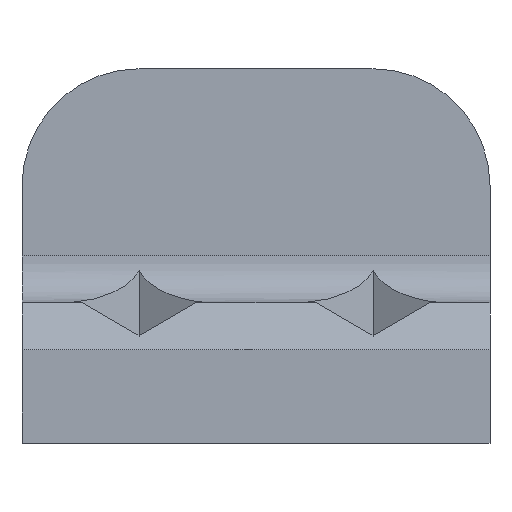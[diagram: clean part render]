
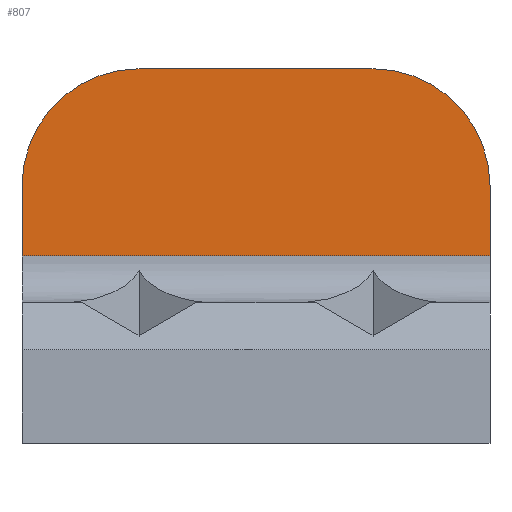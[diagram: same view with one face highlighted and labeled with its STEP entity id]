
A CAD part, front view. The second image highlights one B-rep face of the part: STEP entity #807.
In plain terms, the highlighted planar face has unit normal (0, -1, 0).
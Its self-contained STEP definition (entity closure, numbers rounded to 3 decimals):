
#58=PLANE('',#887);
#100=FACE_OUTER_BOUND('',#147,.T.);
#147=EDGE_LOOP('',(#753,#754,#755,#756,#757,#758));
#187=LINE('',#1214,#276);
#192=LINE('',#1227,#281);
#205=LINE('',#1258,#294);
#208=LINE('',#1274,#297);
#276=VECTOR('',#975,10.);
#281=VECTOR('',#988,10.);
#294=VECTOR('',#1015,10.);
#297=VECTOR('',#1034,10.);
#342=CIRCLE('',#862,5.);
#343=CIRCLE('',#865,5.);
#384=VERTEX_POINT('',#1211);
#385=VERTEX_POINT('',#1213);
#388=VERTEX_POINT('',#1224);
#389=VERTEX_POINT('',#1226);
#404=VERTEX_POINT('',#1268);
#405=VERTEX_POINT('',#1272);
#469=EDGE_CURVE('',#385,#384,#187,.T.);
#476=EDGE_CURVE('',#388,#389,#192,.T.);
#492=EDGE_CURVE('',#385,#388,#205,.T.);
#499=EDGE_CURVE('',#404,#384,#342,.T.);
#501=EDGE_CURVE('',#405,#404,#208,.T.);
#502=EDGE_CURVE('',#389,#405,#343,.T.);
#753=ORIENTED_EDGE('',*,*,#492,.F.);
#754=ORIENTED_EDGE('',*,*,#469,.T.);
#755=ORIENTED_EDGE('',*,*,#499,.F.);
#756=ORIENTED_EDGE('',*,*,#501,.F.);
#757=ORIENTED_EDGE('',*,*,#502,.F.);
#758=ORIENTED_EDGE('',*,*,#476,.F.);
#807=ADVANCED_FACE('',(#100),#58,.T.);
#862=AXIS2_PLACEMENT_3D('',#1270,#1029,#1030);
#865=AXIS2_PLACEMENT_3D('',#1276,#1037,#1038);
#887=AXIS2_PLACEMENT_3D('',#1340,#1109,#1110);
#975=DIRECTION('',(0.,0.,1.));
#988=DIRECTION('',(0.,0.,1.));
#1015=DIRECTION('',(-1.,0.,0.));
#1029=DIRECTION('center_axis',(0.,1.,0.));
#1030=DIRECTION('ref_axis',(0.707,0.,0.707));
#1034=DIRECTION('',(1.,0.,0.));
#1037=DIRECTION('center_axis',(0.,1.,0.));
#1038=DIRECTION('ref_axis',(-0.707,0.,0.707));
#1109=DIRECTION('center_axis',(0.,-1.,0.));
#1110=DIRECTION('ref_axis',(1.,0.,0.));
#1211=CARTESIAN_POINT('',(9.2,-3.3,11.));
#1213=CARTESIAN_POINT('',(9.2,-3.3,8.));
#1214=CARTESIAN_POINT('',(9.2,-3.3,0.));
#1224=CARTESIAN_POINT('',(-10.8,-3.3,8.));
#1226=CARTESIAN_POINT('',(-10.8,-3.3,11.));
#1227=CARTESIAN_POINT('',(-10.8,-3.3,0.));
#1258=CARTESIAN_POINT('',(-5.8,-3.3,8.));
#1268=CARTESIAN_POINT('',(4.2,-3.3,16.));
#1270=CARTESIAN_POINT('Origin',(4.2,-3.3,11.));
#1272=CARTESIAN_POINT('',(-5.8,-3.3,16.));
#1274=CARTESIAN_POINT('',(-10.8,-3.3,16.));
#1276=CARTESIAN_POINT('Origin',(-5.8,-3.3,11.));
#1340=CARTESIAN_POINT('Origin',(-10.8,-3.3,0.));
